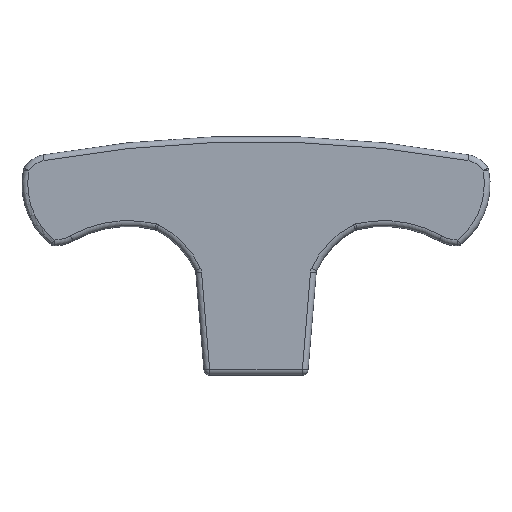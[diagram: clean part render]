
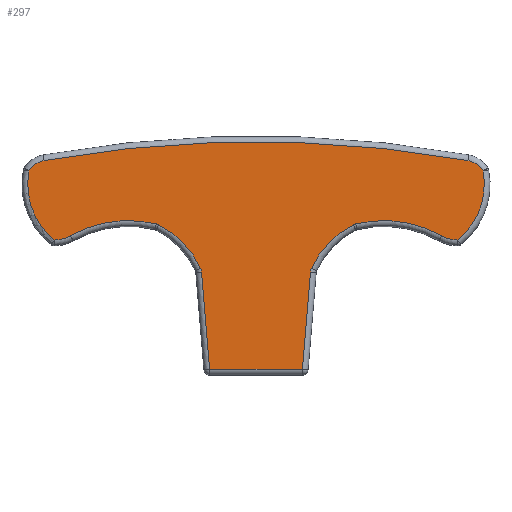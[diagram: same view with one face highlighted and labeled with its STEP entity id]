
A CAD part, top view. The second image highlights one B-rep face of the part: STEP entity #297.
In plain terms, the highlighted planar face has unit normal (0, 0, 1).
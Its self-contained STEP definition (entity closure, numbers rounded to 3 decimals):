
#297 = ADVANCED_FACE( '', ( #628 ), #629, .T. );
#628 = FACE_OUTER_BOUND( '', #1034, .T. );
#629 = PLANE( '', #1035 );
#1034 = EDGE_LOOP( '', ( #1638, #1639, #1640, #1641, #1642, #1643, #1644, #1645, #1646, #1647, #1648, #1649, #1650, #1651, #1652, #1653, #1654, #1655 ) );
#1035 = AXIS2_PLACEMENT_3D( '', #1656, #1657, #1658 );
#1638 = ORIENTED_EDGE( '', *, *, #2047, .T. );
#1639 = ORIENTED_EDGE( '', *, *, #2033, .T. );
#1640 = ORIENTED_EDGE( '', *, *, #1928, .T. );
#1641 = ORIENTED_EDGE( '', *, *, #1983, .T. );
#1642 = ORIENTED_EDGE( '', *, *, #2048, .T. );
#1643 = ORIENTED_EDGE( '', *, *, #1892, .T. );
#1644 = ORIENTED_EDGE( '', *, *, #2004, .T. );
#1645 = ORIENTED_EDGE( '', *, *, #2031, .T. );
#1646 = ORIENTED_EDGE( '', *, *, #2049, .T. );
#1647 = ORIENTED_EDGE( '', *, *, #1825, .T. );
#1648 = ORIENTED_EDGE( '', *, *, #2038, .T. );
#1649 = ORIENTED_EDGE( '', *, *, #1872, .T. );
#1650 = ORIENTED_EDGE( '', *, *, #1932, .T. );
#1651 = ORIENTED_EDGE( '', *, *, #2050, .T. );
#1652 = ORIENTED_EDGE( '', *, *, #2051, .T. );
#1653 = ORIENTED_EDGE( '', *, *, #1971, .T. );
#1654 = ORIENTED_EDGE( '', *, *, #1906, .T. );
#1655 = ORIENTED_EDGE( '', *, *, #1880, .T. );
#1656 = CARTESIAN_POINT( '', ( -40.245, -17., 20. ) );
#1657 = DIRECTION( '', ( 0., 0., 1. ) );
#1658 = DIRECTION( '', ( 1., 0., 0. ) );
#1825 = EDGE_CURVE( '', #2087, #2085, #2088, .F. );
#1872 = EDGE_CURVE( '', #2167, #2168, #2169, .T. );
#1880 = EDGE_CURVE( '', #2176, #2181, #2183, .T. );
#1892 = EDGE_CURVE( '', #2201, #2199, #2202, .T. );
#1906 = EDGE_CURVE( '', #2219, #2176, #2223, .F. );
#1928 = EDGE_CURVE( '', #2259, #2256, #2260, .T. );
#1932 = EDGE_CURVE( '', #2168, #2264, #2265, .T. );
#1971 = EDGE_CURVE( '', #2309, #2219, #2312, .F. );
#1983 = EDGE_CURVE( '', #2256, #2302, #2328, .T. );
#2004 = EDGE_CURVE( '', #2199, #2353, #2355, .F. );
#2031 = EDGE_CURVE( '', #2353, #2385, #2387, .F. );
#2033 = EDGE_CURVE( '', #2345, #2259, #2389, .T. );
#2038 = EDGE_CURVE( '', #2085, #2167, #2394, .T. );
#2047 = EDGE_CURVE( '', #2181, #2345, #2403, .T. );
#2048 = EDGE_CURVE( '', #2302, #2201, #2404, .T. );
#2049 = EDGE_CURVE( '', #2385, #2087, #2405, .F. );
#2050 = EDGE_CURVE( '', #2264, #2406, #2407, .F. );
#2051 = EDGE_CURVE( '', #2406, #2309, #2408, .F. );
#2085 = VERTEX_POINT( '', #2442 );
#2087 = VERTEX_POINT( '', #2444 );
#2088 = CIRCLE( '', #2445, 2. );
#2167 = VERTEX_POINT( '', #2555 );
#2168 = VERTEX_POINT( '', #2556 );
#2169 = LINE( '', #2557, #2558 );
#2176 = VERTEX_POINT( '', #2566 );
#2181 = VERTEX_POINT( '', #2571 );
#2183 = CIRCLE( '', #2573, 5.77 );
#2199 = VERTEX_POINT( '', #2591 );
#2201 = VERTEX_POINT( '', #2593 );
#2202 = CIRCLE( '', #2594, 5.77 );
#2219 = VERTEX_POINT( '', #2615 );
#2223 = CIRCLE( '', #2619, 20.513 );
#2256 = VERTEX_POINT( '', #2661 );
#2259 = VERTEX_POINT( '', #2664 );
#2260 = CIRCLE( '', #2665, 210.714 );
#2264 = VERTEX_POINT( '', #2669 );
#2265 = LINE( '', #2670, #2671 );
#2302 = VERTEX_POINT( '', #2710 );
#2309 = VERTEX_POINT( '', #2717 );
#2312 = CIRCLE( '', #2720, 2. );
#2328 = CIRCLE( '', #2742, 3.828 );
#2345 = VERTEX_POINT( '', #2765 );
#2353 = VERTEX_POINT( '', #2773 );
#2355 = CIRCLE( '', #2775, 20.513 );
#2385 = VERTEX_POINT( '', #2810 );
#2387 = CIRCLE( '', #2812, 2. );
#2389 = CIRCLE( '', #2814, 3.828 );
#2394 = LINE( '', #2819, #2820 );
#2403 = CIRCLE( '', #2830, 12.398 );
#2404 = B_SPLINE_CURVE_WITH_KNOTS( '', 2, ( #2831, #2832, #2833, #2834, #2835, #2836, #2837, #2838, #2839 ), .UNSPECIFIED., .F., .F., ( 3, 2, 2, 2, 3 ), ( 0., 0.25, 0.5, 0.75, 1. ), .UNSPECIFIED. );
#2405 = CIRCLE( '', #2840, 15.844 );
#2406 = VERTEX_POINT( '', #2841 );
#2407 = CIRCLE( '', #2842, 2. );
#2408 = CIRCLE( '', #2843, 15.844 );
#2442 = CARTESIAN_POINT( '', ( -9.489, -0.087, 20. ) );
#2444 = CARTESIAN_POINT( '', ( -9.663, 0.577, 20. ) );
#2445 = AXIS2_PLACEMENT_3D( '', #2884, #2885, #2886 );
#2555 = CARTESIAN_POINT( '', ( -8.08, -17., 20. ) );
#2556 = CARTESIAN_POINT( '', ( 8.08, -17., 20. ) );
#2557 = CARTESIAN_POINT( '', ( -40.245, -17., 20. ) );
#2558 = VECTOR( '', #2978, 1000. );
#2566 = CARTESIAN_POINT( '', ( 32.328, 6.253, 20. ) );
#2571 = CARTESIAN_POINT( '', ( 35.078, 5.51, 20. ) );
#2573 = AXIS2_PLACEMENT_3D( '', #2995, #2996, #2997 );
#2591 = CARTESIAN_POINT( '', ( -32.328, 6.253, 20. ) );
#2593 = CARTESIAN_POINT( '', ( -35.078, 5.51, 20. ) );
#2594 = AXIS2_PLACEMENT_3D( '', #3018, #3019, #3020 );
#2615 = CARTESIAN_POINT( '', ( 17.361, 8.301, 20. ) );
#2619 = AXIS2_PLACEMENT_3D( '', #3043, #3044, #3045 );
#2661 = CARTESIAN_POINT( '', ( -36.924, 19.358, 20. ) );
#2664 = CARTESIAN_POINT( '', ( 36.924, 19.358, 20. ) );
#2665 = AXIS2_PLACEMENT_3D( '', #3073, #3074, #3075 );
#2669 = CARTESIAN_POINT( '', ( 9.489, -0.087, 20. ) );
#2670 = CARTESIAN_POINT( '', ( 8.08, -17., 20. ) );
#2671 = VECTOR( '', #3082, 1000. );
#2710 = CARTESIAN_POINT( '', ( -39.55, 17.536, 20. ) );
#2717 = CARTESIAN_POINT( '', ( 16.937, 8.144, 20. ) );
#2720 = AXIS2_PLACEMENT_3D( '', #3157, #3158, #3159 );
#2742 = AXIS2_PLACEMENT_3D( '', #3172, #3173, #3174 );
#2765 = CARTESIAN_POINT( '', ( 39.55, 17.536, 20. ) );
#2773 = CARTESIAN_POINT( '', ( -17.361, 8.301, 20. ) );
#2775 = AXIS2_PLACEMENT_3D( '', #3208, #3209, #3210 );
#2810 = CARTESIAN_POINT( '', ( -16.937, 8.144, 20. ) );
#2812 = AXIS2_PLACEMENT_3D( '', #3246, #3247, #3248 );
#2814 = AXIS2_PLACEMENT_3D( '', #3249, #3250, #3251 );
#2819 = CARTESIAN_POINT( '', ( -9.489, -0.087, 20. ) );
#2820 = VECTOR( '', #3258, 1000. );
#2830 = AXIS2_PLACEMENT_3D( '', #3263, #3264, #3265 );
#2831 = CARTESIAN_POINT( '', ( -39.55, 17.536, 20. ) );
#2832 = CARTESIAN_POINT( '', ( -39.86, 15.901, 20. ) );
#2833 = CARTESIAN_POINT( '', ( -39.729, 14.242, 20. ) );
#2834 = CARTESIAN_POINT( '', ( -39.593, 12.52, 20. ) );
#2835 = CARTESIAN_POINT( '', ( -38.99, 10.899, 20. ) );
#2836 = CARTESIAN_POINT( '', ( -38.388, 9.28, 20. ) );
#2837 = CARTESIAN_POINT( '', ( -37.365, 7.886, 20. ) );
#2838 = CARTESIAN_POINT( '', ( -36.382, 6.545, 20. ) );
#2839 = CARTESIAN_POINT( '', ( -35.078, 5.51, 20. ) );
#2840 = AXIS2_PLACEMENT_3D( '', #3266, #3267, #3268 );
#2841 = CARTESIAN_POINT( '', ( 9.663, 0.577, 20. ) );
#2842 = AXIS2_PLACEMENT_3D( '', #3269, #3270, #3271 );
#2843 = AXIS2_PLACEMENT_3D( '', #3272, #3273, #3274 );
#2884 = CARTESIAN_POINT( '', ( -11.482, -0.254, 20. ) );
#2885 = DIRECTION( '', ( 0., 0., 1. ) );
#2886 = DIRECTION( '', ( 1., 0., 0. ) );
#2978 = DIRECTION( '', ( 1., 0., 0. ) );
#2995 = CARTESIAN_POINT( '', ( 35.16, 11.28, 20. ) );
#2996 = DIRECTION( '', ( 0., 0., 1. ) );
#2997 = DIRECTION( '', ( 1., 0., 0. ) );
#3018 = CARTESIAN_POINT( '', ( -35.16, 11.28, 20. ) );
#3019 = DIRECTION( '', ( 0., 0., 1. ) );
#3020 = DIRECTION( '', ( 1., 0., 0. ) );
#3043 = CARTESIAN_POINT( '', ( 22.259, -11.619, 20. ) );
#3044 = DIRECTION( '', ( 0., 0., 1. ) );
#3045 = DIRECTION( '', ( 1., 0., 0. ) );
#3073 = CARTESIAN_POINT( '', ( 0., -188.096, 20. ) );
#3074 = DIRECTION( '', ( 0., 0., 1. ) );
#3075 = DIRECTION( '', ( 0., -1., 0. ) );
#3082 = DIRECTION( '', ( 0.083, 0.997, 0. ) );
#3157 = CARTESIAN_POINT( '', ( 17.839, 6.359, 20. ) );
#3158 = DIRECTION( '', ( 0., 0., 1. ) );
#3159 = DIRECTION( '', ( 1., 0., 0. ) );
#3172 = CARTESIAN_POINT( '', ( -36.254, 15.59, 20. ) );
#3173 = DIRECTION( '', ( 0., 0., 1. ) );
#3174 = DIRECTION( '', ( 1., 0., 0. ) );
#3208 = CARTESIAN_POINT( '', ( -22.259, -11.619, 20. ) );
#3209 = DIRECTION( '', ( 0., 0., 1. ) );
#3210 = DIRECTION( '', ( 1., 0., 0. ) );
#3246 = CARTESIAN_POINT( '', ( -17.839, 6.359, 20. ) );
#3247 = DIRECTION( '', ( 0., 0., 1. ) );
#3248 = DIRECTION( '', ( 1., 0., 0. ) );
#3249 = CARTESIAN_POINT( '', ( 36.254, 15.59, 20. ) );
#3250 = DIRECTION( '', ( 0., 0., 1. ) );
#3251 = DIRECTION( '', ( 1., 0., 0. ) );
#3258 = DIRECTION( '', ( 0.083, -0.997, 0. ) );
#3263 = CARTESIAN_POINT( '', ( 27.37, 15.221, 20. ) );
#3264 = DIRECTION( '', ( 0., 0., 1. ) );
#3265 = DIRECTION( '', ( 1., 0., 0. ) );
#3266 = CARTESIAN_POINT( '', ( -24.077, -6., 20. ) );
#3267 = DIRECTION( '', ( 0., 0., 1. ) );
#3268 = DIRECTION( '', ( 1., 0., 0. ) );
#3269 = CARTESIAN_POINT( '', ( 11.482, -0.254, 20. ) );
#3270 = DIRECTION( '', ( 0., 0., 1. ) );
#3271 = DIRECTION( '', ( 1., 0., 0. ) );
#3272 = CARTESIAN_POINT( '', ( 24.077, -6., 20. ) );
#3273 = DIRECTION( '', ( 0., 0., 1. ) );
#3274 = DIRECTION( '', ( 1., 0., 0. ) );
